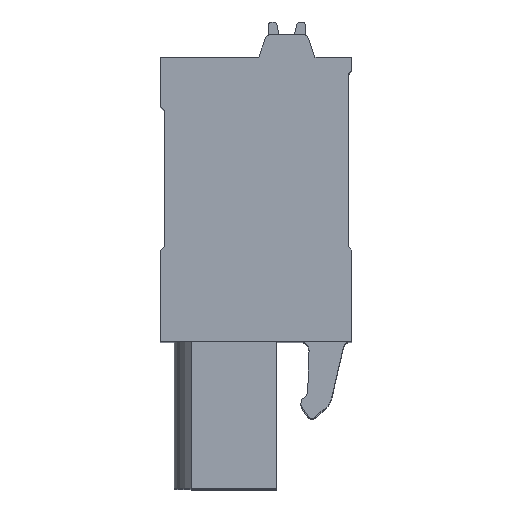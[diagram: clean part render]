
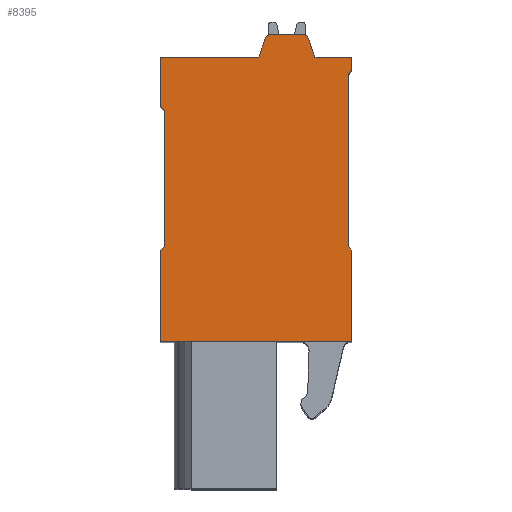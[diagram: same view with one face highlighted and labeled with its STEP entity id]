
A CAD part, top view. The second image highlights one B-rep face of the part: STEP entity #8395.
In plain terms, the highlighted planar face has unit normal (0, 0, 1).
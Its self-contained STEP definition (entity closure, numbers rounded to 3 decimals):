
#79=DIRECTION('',(1.,0.,0.));
#80=VECTOR('',#79,10.9);
#81=CARTESIAN_POINT('',(2.897,12.335,2.5));
#82=LINE('',#81,#80);
#1110=DIRECTION('',(0.,-1.,0.));
#1111=VECTOR('',#1110,5.2);
#1112=CARTESIAN_POINT('',(2.897,17.535,2.5));
#1113=LINE('',#1112,#1111);
#1114=DIRECTION('',(-0.781,-0.625,0.));
#1115=VECTOR('',#1114,0.32);
#1116=CARTESIAN_POINT('',(3.147,17.735,2.5));
#1117=LINE('',#1116,#1115);
#1118=DIRECTION('',(0.,-1.,0.));
#1119=VECTOR('',#1118,7.75);
#1120=CARTESIAN_POINT('',(3.147,25.485,2.5));
#1121=LINE('',#1120,#1119);
#1122=DIRECTION('',(0.781,-0.625,0.));
#1123=VECTOR('',#1122,0.32);
#1124=CARTESIAN_POINT('',(2.897,25.685,2.5));
#1125=LINE('',#1124,#1123);
#1126=DIRECTION('',(0.,-1.,0.));
#1127=VECTOR('',#1126,2.8);
#1128=CARTESIAN_POINT('',(2.897,28.485,2.5));
#1129=LINE('',#1128,#1127);
#1130=DIRECTION('',(-1.,0.,0.));
#1131=VECTOR('',#1130,5.6);
#1132=CARTESIAN_POINT('',(8.497,28.485,2.5));
#1133=LINE('',#1132,#1131);
#1134=DIRECTION('',(-0.342,-0.94,0.));
#1135=VECTOR('',#1134,1.173);
#1136=CARTESIAN_POINT('',(8.899,29.588,2.5));
#1137=LINE('',#1136,#1135);
#1138=CARTESIAN_POINT('',(9.181,29.485,2.5));
#1139=DIRECTION('',(0.,0.,1.));
#1140=DIRECTION('',(0.,1.,0.));
#1141=AXIS2_PLACEMENT_3D('',#1138,#1139,#1140);
#1143=DIRECTION('',(-1.,0.,0.));
#1144=VECTOR('',#1143,1.834);
#1145=CARTESIAN_POINT('',(11.014,29.785,2.5));
#1146=LINE('',#1145,#1144);
#1147=CARTESIAN_POINT('',(11.014,29.485,2.5));
#1148=DIRECTION('',(0.,0.,1.));
#1149=DIRECTION('',(0.94,0.342,0.));
#1150=AXIS2_PLACEMENT_3D('',#1147,#1148,#1149);
#1152=DIRECTION('',(-0.342,0.94,0.));
#1153=VECTOR('',#1152,1.173);
#1154=CARTESIAN_POINT('',(11.697,28.485,2.5));
#1155=LINE('',#1154,#1153);
#1156=DIRECTION('',(-1.,0.,0.));
#1157=VECTOR('',#1156,2.1);
#1158=CARTESIAN_POINT('',(13.797,28.485,2.5));
#1159=LINE('',#1158,#1157);
#1160=DIRECTION('',(0.,1.,0.));
#1161=VECTOR('',#1160,0.75);
#1162=CARTESIAN_POINT('',(13.797,27.735,2.5));
#1163=LINE('',#1162,#1161);
#1164=DIRECTION('',(0.707,0.707,0.));
#1165=VECTOR('',#1164,0.283);
#1166=CARTESIAN_POINT('',(13.597,27.535,2.5));
#1167=LINE('',#1166,#1165);
#1168=DIRECTION('',(0.,1.,0.));
#1169=VECTOR('',#1168,9.8);
#1170=CARTESIAN_POINT('',(13.597,17.735,2.5));
#1171=LINE('',#1170,#1169);
#1172=DIRECTION('',(-0.707,0.707,0.));
#1173=VECTOR('',#1172,0.283);
#1174=CARTESIAN_POINT('',(13.797,17.535,2.5));
#1175=LINE('',#1174,#1173);
#1176=DIRECTION('',(0.,1.,0.));
#1177=VECTOR('',#1176,5.2);
#1178=CARTESIAN_POINT('',(13.797,12.335,2.5));
#1179=LINE('',#1178,#1177);
#5771=CARTESIAN_POINT('',(2.897,28.485,2.5));
#5772=CARTESIAN_POINT('',(2.897,25.685,2.5));
#5773=VERTEX_POINT('',#5771);
#5774=VERTEX_POINT('',#5772);
#5775=CARTESIAN_POINT('',(3.147,25.485,2.5));
#5776=VERTEX_POINT('',#5775);
#5777=CARTESIAN_POINT('',(3.147,17.735,2.5));
#5778=VERTEX_POINT('',#5777);
#5779=CARTESIAN_POINT('',(2.897,17.535,2.5));
#5780=VERTEX_POINT('',#5779);
#5781=CARTESIAN_POINT('',(2.897,12.335,2.5));
#5782=VERTEX_POINT('',#5781);
#5783=CARTESIAN_POINT('',(13.797,12.335,2.5));
#5784=CARTESIAN_POINT('',(13.797,17.535,2.5));
#5785=VERTEX_POINT('',#5783);
#5786=VERTEX_POINT('',#5784);
#5787=CARTESIAN_POINT('',(13.597,17.735,2.5));
#5788=VERTEX_POINT('',#5787);
#5789=CARTESIAN_POINT('',(13.597,27.535,2.5));
#5790=VERTEX_POINT('',#5789);
#5791=CARTESIAN_POINT('',(13.797,27.735,2.5));
#5792=VERTEX_POINT('',#5791);
#5793=CARTESIAN_POINT('',(13.797,28.485,2.5));
#5794=VERTEX_POINT('',#5793);
#5795=CARTESIAN_POINT('',(11.697,28.485,2.5));
#5796=VERTEX_POINT('',#5795);
#5797=CARTESIAN_POINT('',(11.296,29.588,2.5));
#5798=VERTEX_POINT('',#5797);
#5799=CARTESIAN_POINT('',(11.014,29.785,2.5));
#5800=VERTEX_POINT('',#5799);
#5801=CARTESIAN_POINT('',(9.181,29.785,2.5));
#5802=VERTEX_POINT('',#5801);
#5803=CARTESIAN_POINT('',(8.899,29.588,2.5));
#5804=VERTEX_POINT('',#5803);
#5805=CARTESIAN_POINT('',(8.497,28.485,2.5));
#5806=VERTEX_POINT('',#5805);
#8362=CARTESIAN_POINT('',(0.,0.,2.5));
#8363=DIRECTION('',(0.,0.,1.));
#8364=DIRECTION('',(1.,0.,0.));
#8365=AXIS2_PLACEMENT_3D('',#8362,#8363,#8364);
#8366=PLANE('',#8365);
#8367=ORIENTED_EDGE('',*,*,#7515,.F.);
#8368=ORIENTED_EDGE('',*,*,#7624,.F.);
#8369=ORIENTED_EDGE('',*,*,#7638,.F.);
#8370=ORIENTED_EDGE('',*,*,#7652,.F.);
#8371=ORIENTED_EDGE('',*,*,#7666,.F.);
#8372=ORIENTED_EDGE('',*,*,#7680,.F.);
#8373=ORIENTED_EDGE('',*,*,#7708,.F.);
#8375=ORIENTED_EDGE('',*,*,#8374,.F.);
#8377=ORIENTED_EDGE('',*,*,#8376,.F.);
#8379=ORIENTED_EDGE('',*,*,#8378,.F.);
#8380=ORIENTED_EDGE('',*,*,#8221,.F.);
#8381=ORIENTED_EDGE('',*,*,#8055,.F.);
#8382=ORIENTED_EDGE('',*,*,#7700,.F.);
#8384=ORIENTED_EDGE('',*,*,#8383,.F.);
#8386=ORIENTED_EDGE('',*,*,#8385,.F.);
#8388=ORIENTED_EDGE('',*,*,#8387,.F.);
#8390=ORIENTED_EDGE('',*,*,#8389,.F.);
#8392=ORIENTED_EDGE('',*,*,#8391,.F.);
#8393=EDGE_LOOP('',(#8367,#8368,#8369,#8370,#8371,#8372,#8373,#8375,#8377,#8379,
#8380,#8381,#8382,#8384,#8386,#8388,#8390,#8392));
#8394=FACE_OUTER_BOUND('',#8393,.F.);
#8395=ADVANCED_FACE('',(#8394),#8366,.T.);
#1142=CIRCLE('',#1141,0.3);
#1151=CIRCLE('',#1150,0.3);
#7515=EDGE_CURVE('',#5782,#5785,#82,.T.);
#7624=EDGE_CURVE('',#5780,#5782,#1113,.T.);
#7638=EDGE_CURVE('',#5778,#5780,#1117,.T.);
#7652=EDGE_CURVE('',#5776,#5778,#1121,.T.);
#7666=EDGE_CURVE('',#5774,#5776,#1125,.T.);
#7680=EDGE_CURVE('',#5773,#5774,#1129,.T.);
#7700=EDGE_CURVE('',#5794,#5796,#1159,.T.);
#7708=EDGE_CURVE('',#5806,#5773,#1133,.T.);
#8055=EDGE_CURVE('',#5796,#5798,#1155,.T.);
#8221=EDGE_CURVE('',#5798,#5800,#1151,.T.);
#8374=EDGE_CURVE('',#5804,#5806,#1137,.T.);
#8376=EDGE_CURVE('',#5802,#5804,#1142,.T.);
#8378=EDGE_CURVE('',#5800,#5802,#1146,.T.);
#8383=EDGE_CURVE('',#5792,#5794,#1163,.T.);
#8385=EDGE_CURVE('',#5790,#5792,#1167,.T.);
#8387=EDGE_CURVE('',#5788,#5790,#1171,.T.);
#8389=EDGE_CURVE('',#5786,#5788,#1175,.T.);
#8391=EDGE_CURVE('',#5785,#5786,#1179,.T.);
